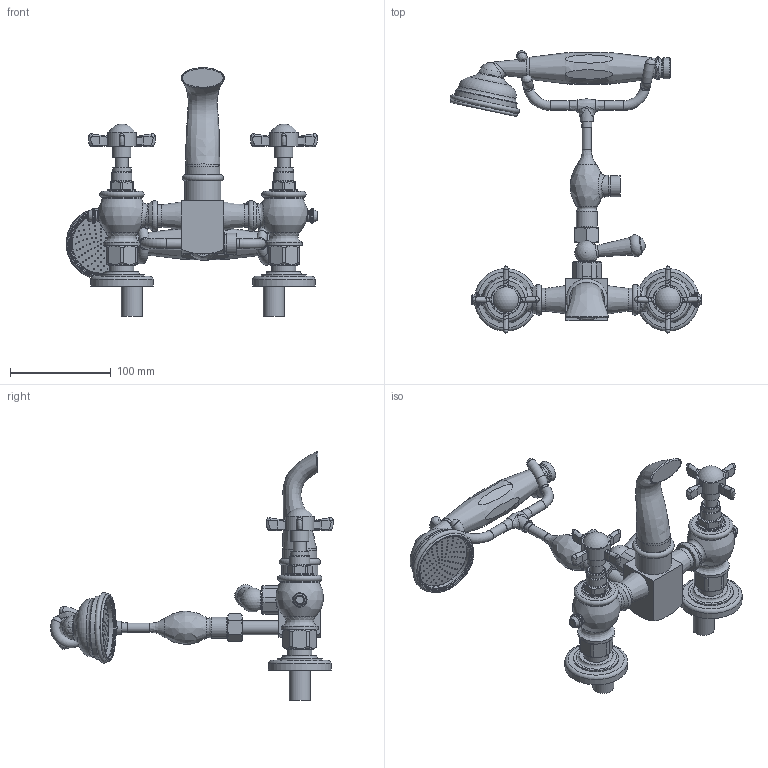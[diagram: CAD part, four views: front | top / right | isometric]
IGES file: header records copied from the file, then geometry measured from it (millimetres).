
Global section: file name: No Iges File Name specified; native system: Autodesk Inventor 2012; preprocessor: AutoDesk Inventor Iges Exporter R2012; author: mblakey; date: 20121022.110336; units: millimetre
Bounding box: 249.36 x 280.13 x 246.24 mm (x, y, z)
Volume: 637333.4 mm3; surface area: 278490.5 mm2
Topology: 49 solids, 101 shells, 2015 faces, 4994 edges, 3168 vertices
Faces by surface type: plane 827, revolution 465, cylinder 382, bspline 192, torus 105, cone 39, sphere 5
Full cylindrical faces by diameter (mm): 3.175 x1, 5.8 x2, 8 x2, 8.1 x1, 8.85 x2, 9 x1, 9.5 x2, 9.52 x2, 9.65 x1, 10 x2, 10.5 x2, 11 x2, 11.5 x1, 12.3 x1, 12.575 x4, 12.7 x2, 13 x1, 14 x1, 14.4 x2, 15 x2, 16 x2, 17.462 x1, 17.84 x2, 17.843 x1, 18 x1, 18.3 x2, 18.415 x2, 18.5 x1, 18.65 x2, 19.4 x1
